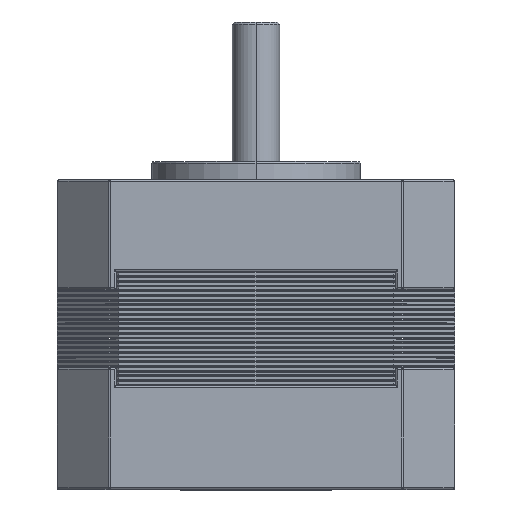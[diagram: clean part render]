
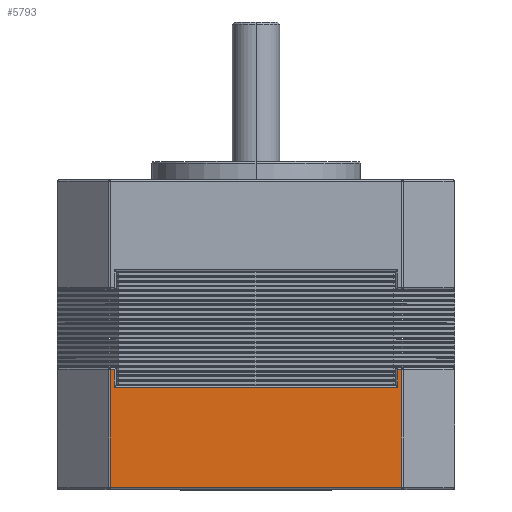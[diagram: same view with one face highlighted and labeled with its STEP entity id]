
A CAD part, top view. The second image highlights one B-rep face of the part: STEP entity #5793.
In plain terms, the highlighted planar face has unit normal (0, 0, 1).
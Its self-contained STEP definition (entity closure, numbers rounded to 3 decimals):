
#60 = VECTOR ( 'NONE', #22198, 1000. ) ;
#859 = EDGE_CURVE ( 'NONE', #10357, #13747, #11023, .T. ) ;
#981 = VERTEX_POINT ( 'NONE', #21062 ) ;
#1285 = AXIS2_PLACEMENT_3D ( 'NONE', #19242, #13686, #2556 ) ;
#1952 = VERTEX_POINT ( 'NONE', #9925 ) ;
#2086 = VERTEX_POINT ( 'NONE', #3031 ) ;
#2357 = VECTOR ( 'NONE', #23121, 1000. ) ;
#2556 = DIRECTION ( 'NONE',  ( 1., 0., 0. ) ) ;
#2792 = EDGE_LOOP ( 'NONE', ( #19944, #19955, #17233, #15930, #16204, #16552, #24103, #18747 ) ) ;
#2796 = VECTOR ( 'NONE', #3657, 1000. ) ;
#2877 = VERTEX_POINT ( 'NONE', #19725 ) ;
#3031 = CARTESIAN_POINT ( 'NONE',  ( -14.983, -6.205, 21. ) ) ;
#3177 = FACE_OUTER_BOUND ( 'NONE', #2792, .T. ) ;
#3657 = DIRECTION ( 'NONE',  ( 0., 1., 0. ) ) ;
#5461 = VECTOR ( 'NONE', #8754, 1000. ) ;
#5793 = ADVANCED_FACE ( 'NONE', ( #3177 ), #15472, .T. ) ;
#6723 = LINE ( 'NONE', #14112, #16022 ) ;
#6875 = LINE ( 'NONE', #23092, #15581 ) ;
#6880 = CARTESIAN_POINT ( 'NONE',  ( 14.983, -6.005, 21. ) ) ;
#7060 = CARTESIAN_POINT ( 'NONE',  ( 15.417, -4.325, 21. ) ) ;
#7540 = EDGE_CURVE ( 'NONE', #13747, #981, #17096, .T. ) ;
#7642 = EDGE_CURVE ( 'NONE', #981, #10931, #20879, .T. ) ;
#7862 = LINE ( 'NONE', #18756, #22126 ) ;
#8754 = DIRECTION ( 'NONE',  ( 0., -1., 0. ) ) ;
#9902 = LINE ( 'NONE', #20302, #60 ) ;
#9925 = CARTESIAN_POINT ( 'NONE',  ( -15.417, -4.325, 21. ) ) ;
#10357 = VERTEX_POINT ( 'NONE', #16926 ) ;
#10657 = EDGE_CURVE ( 'NONE', #2877, #10357, #6723, .T. ) ;
#10931 = VERTEX_POINT ( 'NONE', #15168 ) ;
#11023 = LINE ( 'NONE', #17491, #2357 ) ;
#12055 = EDGE_CURVE ( 'NONE', #10931, #2086, #7862, .T. ) ;
#12086 = VECTOR ( 'NONE', #19488, 1000. ) ;
#13196 = DIRECTION ( 'NONE',  ( -1., 0., 0. ) ) ;
#13686 = DIRECTION ( 'NONE',  ( 0., 0., 1. ) ) ;
#13747 = VERTEX_POINT ( 'NONE', #7060 ) ;
#13855 = CARTESIAN_POINT ( 'NONE',  ( -15.5, -4.325, 21. ) ) ;
#14112 = CARTESIAN_POINT ( 'NONE',  ( 15.5, -16.775, 21. ) ) ;
#15168 = CARTESIAN_POINT ( 'NONE',  ( 14.983, -6.205, 21. ) ) ;
#15472 = PLANE ( 'NONE',  #1285 ) ;
#15581 = VECTOR ( 'NONE', #21121, 1000. ) ;
#15930 = ORIENTED_EDGE ( 'NONE', *, *, #23402, .T. ) ;
#16022 = VECTOR ( 'NONE', #17772, 1000. ) ;
#16204 = ORIENTED_EDGE ( 'NONE', *, *, #10657, .T. ) ;
#16552 = ORIENTED_EDGE ( 'NONE', *, *, #859, .T. ) ;
#16659 = CARTESIAN_POINT ( 'NONE',  ( -14.983, -4.125, 21. ) ) ;
#16926 = CARTESIAN_POINT ( 'NONE',  ( 15.417, -16.775, 21. ) ) ;
#16960 = EDGE_CURVE ( 'NONE', #17219, #1952, #9902, .T. ) ;
#17096 = LINE ( 'NONE', #13855, #12086 ) ;
#17219 = VERTEX_POINT ( 'NONE', #19386 ) ;
#17233 = ORIENTED_EDGE ( 'NONE', *, *, #16960, .T. ) ;
#17491 = CARTESIAN_POINT ( 'NONE',  ( 15.417, -16.975, 21. ) ) ;
#17772 = DIRECTION ( 'NONE',  ( 1., 0., 0. ) ) ;
#18747 = ORIENTED_EDGE ( 'NONE', *, *, #7642, .T. ) ;
#18756 = CARTESIAN_POINT ( 'NONE',  ( -14.5, -6.205, 21. ) ) ;
#19242 = CARTESIAN_POINT ( 'NONE',  ( -15.5, -16.975, 21. ) ) ;
#19386 = CARTESIAN_POINT ( 'NONE',  ( -14.983, -4.325, 21. ) ) ;
#19488 = DIRECTION ( 'NONE',  ( -1., 0., 0. ) ) ;
#19725 = CARTESIAN_POINT ( 'NONE',  ( -15.417, -16.775, 21. ) ) ;
#19944 = ORIENTED_EDGE ( 'NONE', *, *, #12055, .T. ) ;
#19955 = ORIENTED_EDGE ( 'NONE', *, *, #23168, .T. ) ;
#20302 = CARTESIAN_POINT ( 'NONE',  ( -15.5, -4.325, 21. ) ) ;
#20879 = LINE ( 'NONE', #6880, #5461 ) ;
#21062 = CARTESIAN_POINT ( 'NONE',  ( 14.983, -4.325, 21. ) ) ;
#21121 = DIRECTION ( 'NONE',  ( 0., -1., 0. ) ) ;
#22126 = VECTOR ( 'NONE', #13196, 1000. ) ;
#22198 = DIRECTION ( 'NONE',  ( -1., 0., 0. ) ) ;
#22642 = LINE ( 'NONE', #16659, #2796 ) ;
#23092 = CARTESIAN_POINT ( 'NONE',  ( -15.417, -16.975, 21. ) ) ;
#23121 = DIRECTION ( 'NONE',  ( 0., 1., 0. ) ) ;
#23168 = EDGE_CURVE ( 'NONE', #2086, #17219, #22642, .T. ) ;
#23402 = EDGE_CURVE ( 'NONE', #1952, #2877, #6875, .T. ) ;
#24103 = ORIENTED_EDGE ( 'NONE', *, *, #7540, .T. ) ;
